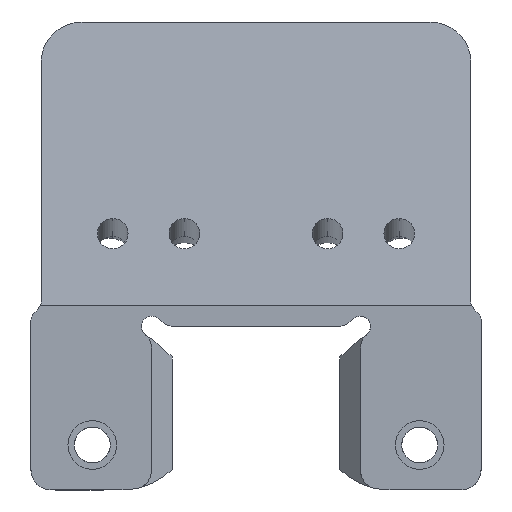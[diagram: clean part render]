
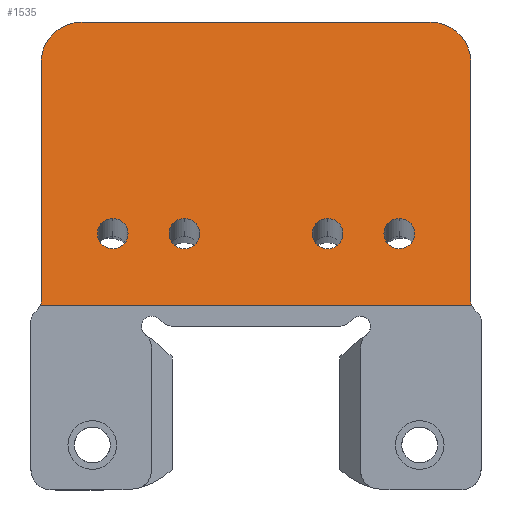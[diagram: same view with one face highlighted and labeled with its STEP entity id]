
A CAD part, front view. The second image highlights one B-rep face of the part: STEP entity #1535.
In plain terms, the highlighted planar face has unit normal (0, -0.985, 0.174).
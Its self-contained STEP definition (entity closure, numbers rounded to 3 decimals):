
#16=PLANE('',#1681);
#86=CIRCLE('',#1627,1.5);
#88=CIRCLE('',#1630,1.5);
#90=CIRCLE('',#1633,1.5);
#92=CIRCLE('',#1636,1.5);
#111=CIRCLE('',#1682,1.5);
#112=CIRCLE('',#1683,1.5);
#113=CIRCLE('',#1684,1.5);
#114=CIRCLE('',#1685,1.);
#115=CIRCLE('',#1686,1.);
#116=CIRCLE('',#1687,1.5);
#186=LINE('',#2575,#291);
#194=LINE('',#2671,#299);
#195=LINE('',#2676,#300);
#196=LINE('',#2689,#301);
#291=VECTOR('',#1955,1000.);
#299=VECTOR('',#1995,1000.);
#300=VECTOR('',#1998,1000.);
#301=VECTOR('',#1999,1000.);
#485=ORIENTED_EDGE('',*,*,#935,.F.);
#486=ORIENTED_EDGE('',*,*,#847,.F.);
#487=ORIENTED_EDGE('',*,*,#851,.T.);
#488=ORIENTED_EDGE('',*,*,#936,.T.);
#489=ORIENTED_EDGE('',*,*,#855,.T.);
#490=ORIENTED_EDGE('',*,*,#937,.T.);
#491=ORIENTED_EDGE('',*,*,#938,.F.);
#492=ORIENTED_EDGE('',*,*,#939,.T.);
#493=ORIENTED_EDGE('',*,*,#940,.T.);
#494=ORIENTED_EDGE('',*,*,#941,.F.);
#495=ORIENTED_EDGE('',*,*,#911,.F.);
#496=ORIENTED_EDGE('',*,*,#942,.F.);
#497=ORIENTED_EDGE('',*,*,#943,.F.);
#498=ORIENTED_EDGE('',*,*,#944,.T.);
#499=ORIENTED_EDGE('',*,*,#945,.F.);
#500=ORIENTED_EDGE('',*,*,#843,.F.);
#843=EDGE_CURVE('',#1077,#1078,#86,.T.);
#847=EDGE_CURVE('',#1081,#1082,#88,.T.);
#851=EDGE_CURVE('',#1086,#1085,#90,.T.);
#855=EDGE_CURVE('',#1090,#1089,#92,.T.);
#911=EDGE_CURVE('',#1141,#1142,#186,.T.);
#935=EDGE_CURVE('',#1082,#1081,#111,.T.);
#936=EDGE_CURVE('',#1085,#1086,#112,.T.);
#937=EDGE_CURVE('',#1089,#1090,#113,.T.);
#938=EDGE_CURVE('',#1156,#1157,#194,.T.);
#939=EDGE_CURVE('',#1156,#1158,#114,.T.);
#940=EDGE_CURVE('',#1158,#1159,#195,.T.);
#941=EDGE_CURVE('',#1142,#1159,#1232,.T.);
#942=EDGE_CURVE('',#1160,#1141,#1233,.T.);
#943=EDGE_CURVE('',#1161,#1160,#196,.T.);
#944=EDGE_CURVE('',#1161,#1157,#115,.T.);
#945=EDGE_CURVE('',#1078,#1077,#116,.T.);
#1077=VERTEX_POINT('',#2356);
#1078=VERTEX_POINT('',#2358);
#1081=VERTEX_POINT('',#2365);
#1082=VERTEX_POINT('',#2367);
#1085=VERTEX_POINT('',#2374);
#1086=VERTEX_POINT('',#2376);
#1089=VERTEX_POINT('',#2383);
#1090=VERTEX_POINT('',#2385);
#1141=VERTEX_POINT('',#2574);
#1142=VERTEX_POINT('',#2576);
#1156=VERTEX_POINT('',#2672);
#1157=VERTEX_POINT('',#2673);
#1158=VERTEX_POINT('',#2675);
#1159=VERTEX_POINT('',#2677);
#1160=VERTEX_POINT('',#2688);
#1161=VERTEX_POINT('',#2690);
#1232=B_SPLINE_CURVE_WITH_KNOTS('',3,(#2678,#2679,#2680,#2681,#2682),
 .UNSPECIFIED.,.F.,.F.,(4,1,4),(0.,0.003,0.006),
 .UNSPECIFIED.);
#1233=B_SPLINE_CURVE_WITH_KNOTS('',3,(#2683,#2684,#2685,#2686,#2687),
 .UNSPECIFIED.,.F.,.F.,(4,1,4),(0.,0.003,0.006),
 .UNSPECIFIED.);
#1268=EDGE_LOOP('',(#485,#486));
#1269=EDGE_LOOP('',(#487,#488));
#1270=EDGE_LOOP('',(#489,#490));
#1271=EDGE_LOOP('',(#491,#492,#493,#494,#495,#496,#497,#498));
#1272=EDGE_LOOP('',(#499,#500));
#1377=FACE_BOUND('',#1268,.T.);
#1378=FACE_BOUND('',#1269,.T.);
#1379=FACE_BOUND('',#1270,.T.);
#1380=FACE_BOUND('',#1271,.T.);
#1381=FACE_BOUND('',#1272,.T.);
#1535=ADVANCED_FACE('',(#1377,#1378,#1379,#1380,#1381),#16,.F.);
#1627=AXIS2_PLACEMENT_3D('',#2357,#1841,#1842);
#1630=AXIS2_PLACEMENT_3D('',#2366,#1849,#1850);
#1633=AXIS2_PLACEMENT_3D('',#2375,#1857,#1858);
#1636=AXIS2_PLACEMENT_3D('',#2384,#1865,#1866);
#1681=AXIS2_PLACEMENT_3D('',#2667,#1987,#1988);
#1682=AXIS2_PLACEMENT_3D('',#2668,#1989,#1990);
#1683=AXIS2_PLACEMENT_3D('',#2669,#1991,#1992);
#1684=AXIS2_PLACEMENT_3D('',#2670,#1993,#1994);
#1685=AXIS2_PLACEMENT_3D('',#2674,#1996,#1997);
#1686=AXIS2_PLACEMENT_3D('',#2691,#2000,#2001);
#1687=AXIS2_PLACEMENT_3D('',#2692,#2002,#2003);
#1841=DIRECTION('',(0.,-0.985,0.174));
#1842=DIRECTION('',(0.,-0.174,-0.985));
#1849=DIRECTION('',(0.,-0.985,0.174));
#1850=DIRECTION('',(0.,-0.174,-0.985));
#1857=DIRECTION('',(0.,0.985,-0.174));
#1858=DIRECTION('',(0.,-0.174,-0.985));
#1865=DIRECTION('',(0.,0.985,-0.174));
#1866=DIRECTION('',(0.,-0.174,-0.985));
#1955=DIRECTION('',(1.,0.,0.));
#1987=DIRECTION('',(0.,0.985,-0.174));
#1988=DIRECTION('',(-1.,0.,0.));
#1989=DIRECTION('',(0.,-0.985,0.174));
#1990=DIRECTION('',(0.,-0.174,-0.985));
#1991=DIRECTION('',(0.,0.985,-0.174));
#1992=DIRECTION('',(0.,-0.174,-0.985));
#1993=DIRECTION('',(0.,0.985,-0.174));
#1994=DIRECTION('',(0.,-0.174,-0.985));
#1995=DIRECTION('',(-1.,0.,0.));
#1996=DIRECTION('',(0.,0.985,-0.174));
#1997=DIRECTION('',(0.,0.174,0.985));
#1998=DIRECTION('',(0.,0.174,0.985));
#1999=DIRECTION('',(0.,0.174,0.985));
#2000=DIRECTION('',(0.,0.985,-0.174));
#2001=DIRECTION('',(0.,0.174,0.985));
#2002=DIRECTION('',(0.,-0.985,0.174));
#2003=DIRECTION('',(0.,-0.174,-0.985));
#2356=CARTESIAN_POINT('',(14.,-8.495,10.536));
#2357=CARTESIAN_POINT('',(14.,-8.755,9.059));
#2358=CARTESIAN_POINT('',(14.,-9.016,7.582));
#2365=CARTESIAN_POINT('',(7.,-8.495,10.536));
#2366=CARTESIAN_POINT('',(7.,-8.755,9.059));
#2367=CARTESIAN_POINT('',(7.,-9.016,7.582));
#2374=CARTESIAN_POINT('',(-7.,-8.495,10.536));
#2375=CARTESIAN_POINT('',(-7.,-8.755,9.059));
#2376=CARTESIAN_POINT('',(-7.,-9.016,7.582));
#2383=CARTESIAN_POINT('',(-14.,-8.495,10.536));
#2384=CARTESIAN_POINT('',(-14.,-8.755,9.059));
#2385=CARTESIAN_POINT('',(-14.,-9.016,7.582));
#2574=CARTESIAN_POINT('',(-17.,-5.109,29.74));
#2575=CARTESIAN_POINT('',(0.,-5.109,29.74));
#2576=CARTESIAN_POINT('',(17.,-5.109,29.74));
#2667=CARTESIAN_POINT('',(0.,-10.,2.));
#2668=CARTESIAN_POINT('',(7.,-8.755,9.059));
#2669=CARTESIAN_POINT('',(-7.,-8.755,9.059));
#2670=CARTESIAN_POINT('',(-14.,-8.755,9.059));
#2671=CARTESIAN_POINT('',(0.,-10.,2.));
#2672=CARTESIAN_POINT('',(21.09,-10.,2.));
#2673=CARTESIAN_POINT('',(-21.09,-10.,2.));
#2674=CARTESIAN_POINT('',(22.,-9.928,2.408));
#2675=CARTESIAN_POINT('',(21.,-9.928,2.408));
#2676=CARTESIAN_POINT('',(21.,-10.,2.));
#2677=CARTESIAN_POINT('',(21.,-5.803,25.801));
#2678=CARTESIAN_POINT('',(17.,-5.109,29.74));
#2679=CARTESIAN_POINT('',(18.05,-5.109,29.74));
#2680=CARTESIAN_POINT('',(20.133,-5.26,28.884));
#2681=CARTESIAN_POINT('',(21.,-5.621,26.835));
#2682=CARTESIAN_POINT('',(21.,-5.803,25.801));
#2683=CARTESIAN_POINT('',(-21.,-5.803,25.801));
#2684=CARTESIAN_POINT('',(-21.,-5.621,26.835));
#2685=CARTESIAN_POINT('',(-20.13,-5.259,28.887));
#2686=CARTESIAN_POINT('',(-18.05,-5.109,29.74));
#2687=CARTESIAN_POINT('',(-17.,-5.109,29.74));
#2688=CARTESIAN_POINT('',(-21.,-5.803,25.801));
#2689=CARTESIAN_POINT('',(-21.,-10.,2.));
#2690=CARTESIAN_POINT('',(-21.,-9.928,2.408));
#2691=CARTESIAN_POINT('',(-22.,-9.928,2.408));
#2692=CARTESIAN_POINT('',(14.,-8.755,9.059));
